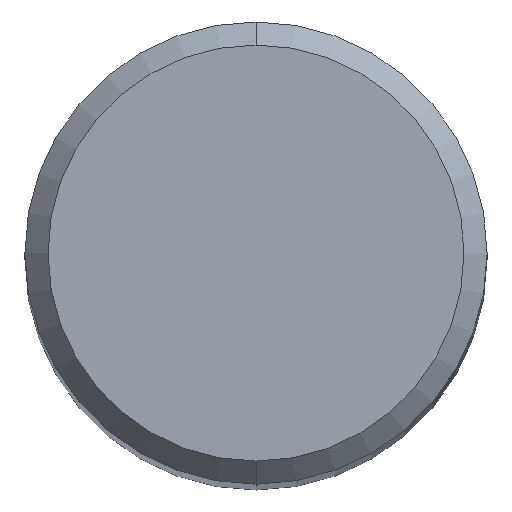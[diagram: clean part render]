
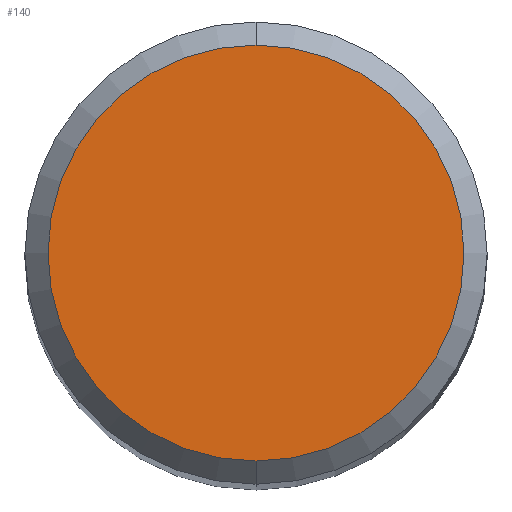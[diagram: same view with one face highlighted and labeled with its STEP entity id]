
A CAD part, top view. The second image highlights one B-rep face of the part: STEP entity #140.
In plain terms, the highlighted planar face has unit normal (0, 0, 1).
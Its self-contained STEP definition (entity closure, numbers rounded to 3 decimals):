
#140=ADVANCED_FACE('',(#290),#291,.T.);
#150=EDGE_CURVE('',#182,#174,#302,.T.);
#174=VERTEX_POINT('',#329);
#182=VERTEX_POINT('',#339);
#216=EDGE_CURVE('',#174,#182,#377,.T.);
#290=FACE_OUTER_BOUND('',#460,.T.);
#291=PLANE('',#461);
#302=CIRCLE('',#478,3.6);
#329=CARTESIAN_POINT('',(0.0,3.6,0.0));
#339=CARTESIAN_POINT('',(0.,-3.6,0.0));
#377=CIRCLE('',#567,3.6);
#460=EDGE_LOOP('',(#630,#631));
#461=AXIS2_PLACEMENT_3D('',#632,#633,#634);
#478=AXIS2_PLACEMENT_3D('',#646,#647,#648);
#567=AXIS2_PLACEMENT_3D('',#746,#747,#748);
#630=ORIENTED_EDGE('',*,*,#216,.F.);
#631=ORIENTED_EDGE('',*,*,#150,.F.);
#632=CARTESIAN_POINT('',(0.0,1.8,0.0));
#633=DIRECTION('',(-0.0,0.0,1.0));
#634=DIRECTION('',(0.0,-1.0,0.0));
#646=CARTESIAN_POINT('',(0.0,0.0,0.0));
#647=DIRECTION('',(0.0,0.0,-1.0));
#648=DIRECTION('',(0.0,1.0,0.0));
#746=CARTESIAN_POINT('',(0.0,0.0,0.0));
#747=DIRECTION('',(0.0,0.0,-1.0));
#748=DIRECTION('',(0.0,1.0,0.0));
